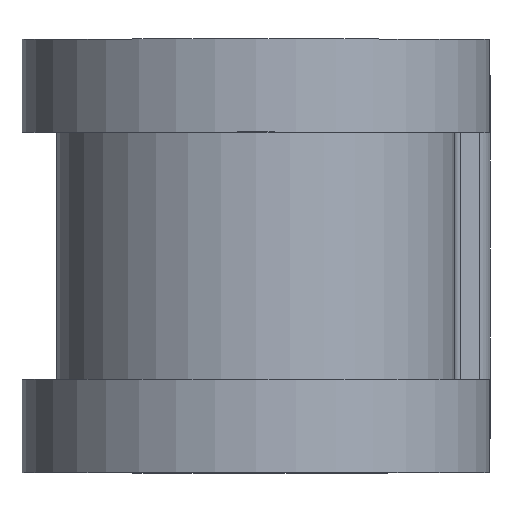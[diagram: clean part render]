
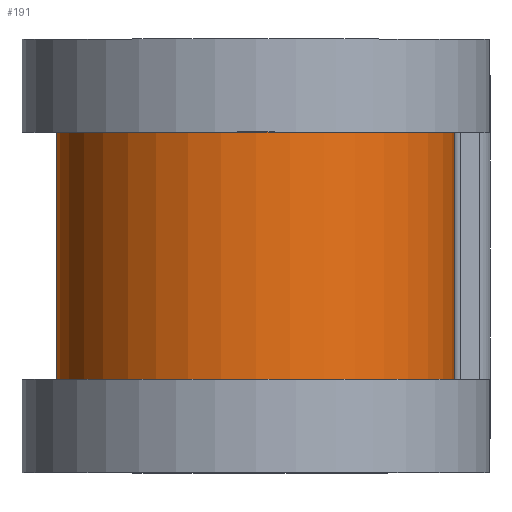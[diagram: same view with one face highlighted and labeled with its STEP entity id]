
A CAD part, top view. The second image highlights one B-rep face of the part: STEP entity #191.
In plain terms, the highlighted cylindrical face has radius 8.687 mm (diameter 17.374 mm), a partial arc.
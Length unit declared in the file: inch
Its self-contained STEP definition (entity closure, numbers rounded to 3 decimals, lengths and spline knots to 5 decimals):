
#23 = DIRECTION ( 'NONE',  ( 0., -1., 0. ) ) ;
#24 = DIRECTION ( 'NONE',  ( 0., -1., 0. ) ) ;
#152 = CARTESIAN_POINT ( 'NONE',  ( 0., 0.2125, -0.342 ) ) ;
#191 = ADVANCED_FACE ( 'NONE', ( #1313 ), #1243, .T. ) ;
#200 = CARTESIAN_POINT ( 'NONE',  ( 0., 0.3125, 0. ) ) ;
#230 = EDGE_CURVE ( 'NONE', #341, #478, #1272, .T. ) ;
#238 = CIRCLE ( 'NONE', #768, 0.342 ) ;
#245 = AXIS2_PLACEMENT_3D ( 'NONE', #274, #279, #292 ) ;
#260 = ORIENTED_EDGE ( 'NONE', *, *, #1707, .T. ) ;
#274 = CARTESIAN_POINT ( 'NONE',  ( 0., -0.2125, 0. ) ) ;
#279 = DIRECTION ( 'NONE',  ( 0., -1., 0. ) ) ;
#292 = DIRECTION ( 'NONE',  ( 0., 0., -1. ) ) ;
#311 = EDGE_CURVE ( 'NONE', #865, #341, #468, .T. ) ;
#341 = VERTEX_POINT ( 'NONE', #852 ) ;
#402 = DIRECTION ( 'NONE',  ( 0., 0., -1. ) ) ;
#428 = AXIS2_PLACEMENT_3D ( 'NONE', #200, #1696, #402 ) ;
#438 = LINE ( 'NONE', #1624, #1422 ) ;
#468 = LINE ( 'NONE', #886, #1595 ) ;
#478 = VERTEX_POINT ( 'NONE', #627 ) ;
#551 = ORIENTED_EDGE ( 'NONE', *, *, #230, .F. ) ;
#627 = CARTESIAN_POINT ( 'NONE',  ( 0., -0.2125, -0.342 ) ) ;
#645 = ORIENTED_EDGE ( 'NONE', *, *, #311, .F. ) ;
#698 = CARTESIAN_POINT ( 'NONE',  ( 0.342, 0.2125, 0. ) ) ;
#705 = VERTEX_POINT ( 'NONE', #152 ) ;
#768 = AXIS2_PLACEMENT_3D ( 'NONE', #833, #24, #956 ) ;
#833 = CARTESIAN_POINT ( 'NONE',  ( 0., 0.2125, 0. ) ) ;
#852 = CARTESIAN_POINT ( 'NONE',  ( 0.342, -0.2125, 0. ) ) ;
#865 = VERTEX_POINT ( 'NONE', #698 ) ;
#882 = DIRECTION ( 'NONE',  ( 0., -1., 0. ) ) ;
#886 = CARTESIAN_POINT ( 'NONE',  ( 0.342, 0.3125, 0. ) ) ;
#956 = DIRECTION ( 'NONE',  ( 0., 0., -1. ) ) ;
#973 = EDGE_CURVE ( 'NONE', #705, #478, #438, .T. ) ;
#1068 = ORIENTED_EDGE ( 'NONE', *, *, #973, .T. ) ;
#1243 = CYLINDRICAL_SURFACE ( 'NONE', #428, 0.342 ) ;
#1272 = CIRCLE ( 'NONE', #245, 0.342 ) ;
#1313 = FACE_OUTER_BOUND ( 'NONE', #1628, .T. ) ;
#1422 = VECTOR ( 'NONE', #23, 39.37008 ) ;
#1595 = VECTOR ( 'NONE', #882, 39.37008 ) ;
#1624 = CARTESIAN_POINT ( 'NONE',  ( 0., 0.3125, -0.342 ) ) ;
#1628 = EDGE_LOOP ( 'NONE', ( #645, #260, #1068, #551 ) ) ;
#1696 = DIRECTION ( 'NONE',  ( 0., -1., 0. ) ) ;
#1707 = EDGE_CURVE ( 'NONE', #865, #705, #238, .T. ) ;
